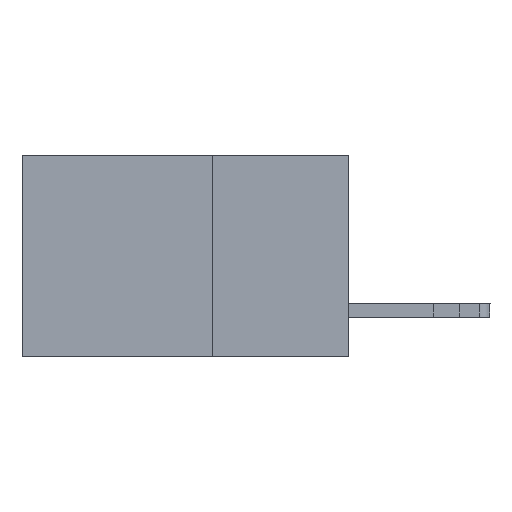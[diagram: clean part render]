
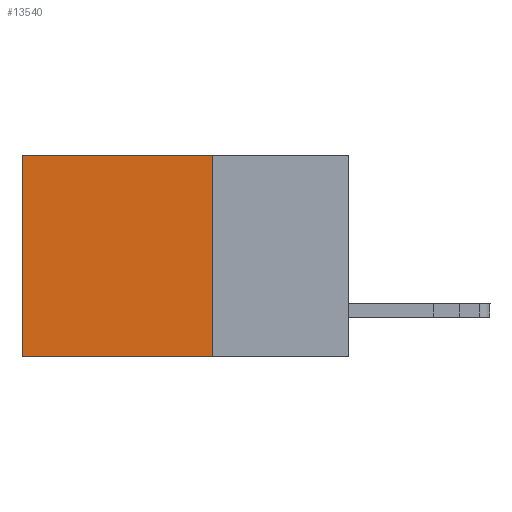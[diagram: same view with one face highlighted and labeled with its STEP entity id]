
A CAD part, left-side view. The second image highlights one B-rep face of the part: STEP entity #13540.
In plain terms, the highlighted planar face has unit normal (-1, 0, 0).
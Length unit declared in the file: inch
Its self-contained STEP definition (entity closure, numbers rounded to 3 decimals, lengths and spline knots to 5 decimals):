
#640 = ORIENTED_EDGE ( 'NONE', *, *, #1977, .F. ) ;
#890 = AXIS2_PLACEMENT_3D ( 'NONE', #4092, #7358, #11564 ) ;
#1107 = ORIENTED_EDGE ( 'NONE', *, *, #13660, .T. ) ;
#1206 = VECTOR ( 'NONE', #9739, 39.37008 ) ;
#1212 = LINE ( 'NONE', #5449, #3493 ) ;
#1732 = EDGE_CURVE ( 'NONE', #7559, #6743, #8515, .T. ) ;
#1977 = EDGE_CURVE ( 'NONE', #7559, #11084, #3565, .T. ) ;
#3493 = VECTOR ( 'NONE', #6281, 39.37008 ) ;
#3533 = LINE ( 'NONE', #4439, #1206 ) ;
#3565 = LINE ( 'NONE', #6686, #9823 ) ;
#3994 = CARTESIAN_POINT ( 'NONE',  ( 0.2615, 0.25, 0. ) ) ;
#4092 = CARTESIAN_POINT ( 'NONE',  ( 0.2615, 0.25, -0.37 ) ) ;
#4439 = CARTESIAN_POINT ( 'NONE',  ( 0.2615, 0.6, -0.37 ) ) ;
#5250 = CARTESIAN_POINT ( 'NONE',  ( 0.2615, 0.25, 0. ) ) ;
#5328 = PLANE ( 'NONE',  #890 ) ;
#5434 = DIRECTION ( 'NONE',  ( 0., 0., -1. ) ) ;
#5449 = CARTESIAN_POINT ( 'NONE',  ( 0.2615, 0.25, -0.37 ) ) ;
#6172 = CARTESIAN_POINT ( 'NONE',  ( 0.2615, 0.6, -0.37 ) ) ;
#6281 = DIRECTION ( 'NONE',  ( 0., 1., 0. ) ) ;
#6569 = ORIENTED_EDGE ( 'NONE', *, *, #11176, .F. ) ;
#6686 = CARTESIAN_POINT ( 'NONE',  ( 0.2615, 0.25, -0.37 ) ) ;
#6743 = VERTEX_POINT ( 'NONE', #8417 ) ;
#7358 = DIRECTION ( 'NONE',  ( 1., 0., 0. ) ) ;
#7559 = VERTEX_POINT ( 'NONE', #5250 ) ;
#8077 = FACE_OUTER_BOUND ( 'NONE', #10779, .T. ) ;
#8314 = CARTESIAN_POINT ( 'NONE',  ( 0.2615, 0.25, -0.37 ) ) ;
#8417 = CARTESIAN_POINT ( 'NONE',  ( 0.2615, 0.6, 0. ) ) ;
#8515 = LINE ( 'NONE', #3994, #11387 ) ;
#9739 = DIRECTION ( 'NONE',  ( 0., 0., -1. ) ) ;
#9823 = VECTOR ( 'NONE', #5434, 39.37008 ) ;
#10779 = EDGE_LOOP ( 'NONE', ( #1107, #6569, #640, #12447 ) ) ;
#11084 = VERTEX_POINT ( 'NONE', #8314 ) ;
#11176 = EDGE_CURVE ( 'NONE', #11084, #11930, #1212, .T. ) ;
#11387 = VECTOR ( 'NONE', #13713, 39.37008 ) ;
#11564 = DIRECTION ( 'NONE',  ( 0., 0., -1. ) ) ;
#11930 = VERTEX_POINT ( 'NONE', #6172 ) ;
#12447 = ORIENTED_EDGE ( 'NONE', *, *, #1732, .T. ) ;
#13540 = ADVANCED_FACE ( 'NONE', ( #8077 ), #5328, .F. ) ;
#13660 = EDGE_CURVE ( 'NONE', #6743, #11930, #3533, .T. ) ;
#13713 = DIRECTION ( 'NONE',  ( 0., 1., 0. ) ) ;
